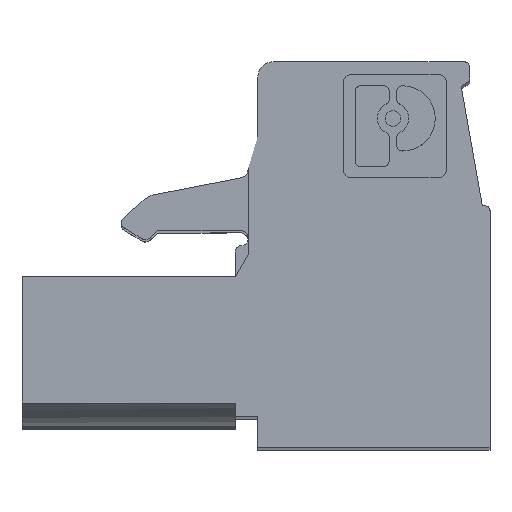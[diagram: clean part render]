
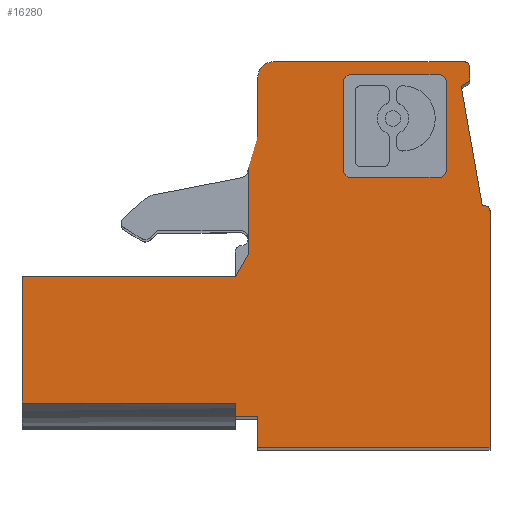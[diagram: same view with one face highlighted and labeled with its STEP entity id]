
A CAD part, top view. The second image highlights one B-rep face of the part: STEP entity #16280.
In plain terms, the highlighted planar face has unit normal (0, 0, 1).
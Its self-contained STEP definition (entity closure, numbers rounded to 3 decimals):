
#5530=CARTESIAN_POINT('',(40.327,39.643,2.54));
#5540=VERTEX_POINT('',#5530);
#5570=CARTESIAN_POINT('',(0.,39.643,2.54));
#5580=DIRECTION('',(1.,0.,0.));
#5590=VECTOR('',#5580,1.);
#5600=LINE('',#5570,#5590);
#5610=CARTESIAN_POINT('',(48.627,39.643,2.54));
#5620=VERTEX_POINT('',#5610);
#5630=EDGE_CURVE('',#5540,#5620,#5600,.T.);
#10840=CARTESIAN_POINT('',(48.627,44.558,2.54));
#10850=VERTEX_POINT('',#10840);
#10880=CARTESIAN_POINT('',(0.,44.558,2.54));
#10890=DIRECTION('',(1.,0.,0.));
#10900=VECTOR('',#10890,1.);
#10910=LINE('',#10880,#10900);
#10920=CARTESIAN_POINT('',(40.327,44.558,2.54));
#10930=VERTEX_POINT('',#10920);
#10940=EDGE_CURVE('',#10930,#10850,#10910,.T.);
#13900=CARTESIAN_POINT('',(48.627,39.113,2.54));
#13910=VERTEX_POINT('',#13900);
#13960=CARTESIAN_POINT('',(48.627,0.,2.54));
#13970=DIRECTION('',(0.,1.,0.));
#13980=VECTOR('',#13970,1.);
#13990=LINE('',#13960,#13980);
#14000=EDGE_CURVE('',#13910,#5620,#13990,.T.);
#14050=CARTESIAN_POINT('',(0.,0.,2.54));
#14060=DIRECTION('',(0.,0.,1.));
#14070=DIRECTION('',(1.,0.,0.));
#14080=AXIS2_PLACEMENT_3D('',#14050,#14060,#14070);
#14090=PLANE('',#14080);
#14100=CARTESIAN_POINT('',(0.,39.113,2.54));
#14110=DIRECTION('',(-1.,0.,0.));
#14120=VECTOR('',#14110,1.);
#14130=LINE('',#14100,#14120);
#14140=CARTESIAN_POINT('',(49.497,39.113,2.54));
#14150=VERTEX_POINT('',#14140);
#14160=EDGE_CURVE('',#14150,#13910,#14130,.T.);
#14170=ORIENTED_EDGE('',*,*,#14160,.F.);
#14180=ORIENTED_EDGE('',*,*,#14000,.F.);
#14190=ORIENTED_EDGE('',*,*,#5630,.T.);
#14200=CARTESIAN_POINT('',(40.327,0.,2.54));
#14210=DIRECTION('',(0.,1.,0.));
#14220=VECTOR('',#14210,1.);
#14230=LINE('',#14200,#14220);
#14240=EDGE_CURVE('',#5540,#10930,#14230,.T.);
#14250=ORIENTED_EDGE('',*,*,#14240,.F.);
#14260=ORIENTED_EDGE('',*,*,#10940,.F.);
#14270=CARTESIAN_POINT('',(22.901,0.,2.54));
#14280=DIRECTION('',(-0.5,-0.866,0.));
#14290=VECTOR('',#14280,1.);
#14300=LINE('',#14270,#14290);
#14310=CARTESIAN_POINT('',(49.127,45.424,2.54));
#14320=VERTEX_POINT('',#14310);
#14330=EDGE_CURVE('',#14320,#10850,#14300,.T.);
#14340=ORIENTED_EDGE('',*,*,#14330,.T.);
#14350=CARTESIAN_POINT('',(49.127,0.,2.54));
#14360=DIRECTION('',(0.,1.,0.));
#14370=VECTOR('',#14360,1.);
#14380=LINE('',#14350,#14370);
#14390=CARTESIAN_POINT('',(49.127,48.775,2.54));
#14400=VERTEX_POINT('',#14390);
#14410=EDGE_CURVE('',#14320,#14400,#14380,.T.);
#14420=ORIENTED_EDGE('',*,*,#14410,.F.);
#14430=CARTESIAN_POINT('',(0.,76.681,2.54));
#14440=DIRECTION('',(-0.87,0.494,0.));
#14450=VECTOR('',#14440,1.);
#14460=LINE('',#14430,#14450);
#14470=CARTESIAN_POINT('',(49.127,48.775,2.54));
#14480=VERTEX_POINT('',#14470);
#14490=EDGE_CURVE('',#14400,#14480,#14460,.T.);
#14500=ORIENTED_EDGE('',*,*,#14490,.F.);
#14510=CARTESIAN_POINT('',(34.539,0.,2.54));
#14520=DIRECTION('',(-0.287,-0.958,0.));
#14530=VECTOR('',#14520,1.);
#14540=LINE('',#14510,#14530);
#14550=CARTESIAN_POINT('',(49.497,50.013,2.54));
#14560=VERTEX_POINT('',#14550);
#14570=EDGE_CURVE('',#14560,#14480,#14540,.T.);
#14580=ORIENTED_EDGE('',*,*,#14570,.T.);
#14590=CARTESIAN_POINT('',(49.497,0.,2.54));
#14600=DIRECTION('',(0.,1.,0.));
#14610=VECTOR('',#14600,1.);
#14620=LINE('',#14590,#14610);
#14630=CARTESIAN_POINT('',(49.497,52.313,2.54));
#14640=VERTEX_POINT('',#14630);
#14650=EDGE_CURVE('',#14560,#14640,#14620,.T.);
#14660=ORIENTED_EDGE('',*,*,#14650,.F.);
#14670=CARTESIAN_POINT('',(50.097,52.313,2.54));
#14680=DIRECTION('',(0.,0.,1.));
#14690=DIRECTION('',(1.,0.,0.));
#14700=AXIS2_PLACEMENT_3D('',#14670,#14680,#14690);
#14710=CIRCLE('',#14700,0.6);
#14720=CARTESIAN_POINT('',(50.097,52.913,2.54));
#14730=VERTEX_POINT('',#14720);
#14740=EDGE_CURVE('',#14730,#14640,#14710,.T.);
#14750=ORIENTED_EDGE('',*,*,#14740,.T.);
#14760=CARTESIAN_POINT('',(0.,52.913,2.54));
#14770=DIRECTION('',(1.,0.,0.));
#14780=VECTOR('',#14770,1.);
#14790=LINE('',#14760,#14780);
#14800=CARTESIAN_POINT('',(57.522,52.913,2.54));
#14810=VERTEX_POINT('',#14800);
#14820=EDGE_CURVE('',#14730,#14810,#14790,.T.);
#14830=ORIENTED_EDGE('',*,*,#14820,.F.);
#14840=CARTESIAN_POINT('',(57.522,52.713,2.54));
#14850=DIRECTION('',(0.,0.,1.));
#14860=DIRECTION('',(1.,0.,0.));
#14870=AXIS2_PLACEMENT_3D('',#14840,#14850,#14860);
#14880=CIRCLE('',#14870,0.2);
#14890=CARTESIAN_POINT('',(57.722,52.721,2.54));
#14900=VERTEX_POINT('',#14890);
#14910=EDGE_CURVE('',#14900,#14810,#14880,.T.);
#14920=ORIENTED_EDGE('',*,*,#14910,.T.);
#14930=CARTESIAN_POINT('',(60.024,0.,2.54));
#14940=DIRECTION('',(-0.044,0.999,0.));
#14950=VECTOR('',#14940,1.);
#14960=LINE('',#14930,#14950);
#14970=CARTESIAN_POINT('',(57.747,52.163,2.54));
#14980=VERTEX_POINT('',#14970);
#14990=EDGE_CURVE('',#14980,#14900,#14960,.T.);
#15000=ORIENTED_EDGE('',*,*,#14990,.T.);
#15010=CARTESIAN_POINT('',(0.,18.823,2.54));
#15020=DIRECTION('',(-0.866,-0.5,0.));
#15030=VECTOR('',#15020,1.);
#15040=LINE('',#15010,#15030);
#15050=CARTESIAN_POINT('',(57.406,51.966,2.54));
#15060=VERTEX_POINT('',#15050);
#15070=EDGE_CURVE('',#14980,#15060,#15040,.T.);
#15080=ORIENTED_EDGE('',*,*,#15070,.F.);
#15090=CARTESIAN_POINT('',(66.569,0.,2.54));
#15100=DIRECTION('',(0.174,-0.985,0.));
#15110=VECTOR('',#15100,1.);
#15120=LINE('',#15090,#15110);
#15130=CARTESIAN_POINT('',(58.227,47.313,2.54));
#15140=VERTEX_POINT('',#15130);
#15150=EDGE_CURVE('',#15060,#15140,#15120,.T.);
#15160=ORIENTED_EDGE('',*,*,#15150,.F.);
#15170=CARTESIAN_POINT('',(0.,47.313,2.54));
#15180=DIRECTION('',(-1.,0.,0.));
#15190=VECTOR('',#15180,1.);
#15200=LINE('',#15170,#15190);
#15210=CARTESIAN_POINT('',(58.327,47.313,2.54));
#15220=VERTEX_POINT('',#15210);
#15230=EDGE_CURVE('',#15220,#15140,#15200,.T.);
#15240=ORIENTED_EDGE('',*,*,#15230,.T.);
#15250=CARTESIAN_POINT('',(58.327,47.113,2.54));
#15260=DIRECTION('',(0.,0.,1.));
#15270=DIRECTION('',(1.,0.,0.));
#15280=AXIS2_PLACEMENT_3D('',#15250,#15260,#15270);
#15290=CIRCLE('',#15280,0.2);
#15300=CARTESIAN_POINT('',(58.527,47.113,2.54));
#15310=VERTEX_POINT('',#15300);
#15320=EDGE_CURVE('',#15310,#15220,#15290,.T.);
#15330=ORIENTED_EDGE('',*,*,#15320,.T.);
#15340=CARTESIAN_POINT('',(58.527,0.,2.54));
#15350=DIRECTION('',(0.,-1.,0.));
#15360=VECTOR('',#15350,1.);
#15370=LINE('',#15340,#15360);
#15380=CARTESIAN_POINT('',(58.527,37.913,2.54));
#15390=VERTEX_POINT('',#15380);
#15400=EDGE_CURVE('',#15310,#15390,#15370,.T.);
#15410=ORIENTED_EDGE('',*,*,#15400,.F.);
#15420=CARTESIAN_POINT('',(0.,37.913,2.54));
#15430=DIRECTION('',(-1.,0.,0.));
#15440=VECTOR('',#15430,1.);
#15450=LINE('',#15420,#15440);
#15460=CARTESIAN_POINT('',(49.497,37.913,2.54));
#15470=VERTEX_POINT('',#15460);
#15480=EDGE_CURVE('',#15390,#15470,#15450,.T.);
#15490=ORIENTED_EDGE('',*,*,#15480,.F.);
#15500=CARTESIAN_POINT('',(49.497,0.,2.54));
#15510=DIRECTION('',(0.,1.,0.));
#15520=VECTOR('',#15510,1.);
#15530=LINE('',#15500,#15520);
#15540=EDGE_CURVE('',#15470,#14150,#15530,.T.);
#15550=ORIENTED_EDGE('',*,*,#15540,.F.);
#15560=EDGE_LOOP('',(#15550,#15490,#15410,#15330,#15240,#15160,#15080,
#15000,#14920,#14830,#14750,#14660,#14580,#14500,#14420,#14340,#14260,
#14250,#14190,#14180,#14170));
#15570=FACE_OUTER_BOUND('',#15560,.T.);
#15580=CARTESIAN_POINT('',(53.107,52.132,2.54));
#15590=DIRECTION('',(0.,0.,1.));
#15600=DIRECTION('',(1.,0.,0.));
#15610=AXIS2_PLACEMENT_3D('',#15580,#15590,#15600);
#15620=CIRCLE('',#15610,0.281);
#15630=CARTESIAN_POINT('',(53.107,52.413,2.54));
#15640=VERTEX_POINT('',#15630);
#15650=CARTESIAN_POINT('',(52.826,52.132,2.54));
#15660=VERTEX_POINT('',#15650);
#15670=EDGE_CURVE('',#15640,#15660,#15620,.T.);
#15680=ORIENTED_EDGE('',*,*,#15670,.F.);
#15690=CARTESIAN_POINT('',(52.826,0.,2.54));
#15700=DIRECTION('',(0.,1.,0.));
#15710=VECTOR('',#15700,1.);
#15720=LINE('',#15690,#15710);
#15730=CARTESIAN_POINT('',(52.826,48.694,2.54));
#15740=VERTEX_POINT('',#15730);
#15750=EDGE_CURVE('',#15740,#15660,#15720,.T.);
#15760=ORIENTED_EDGE('',*,*,#15750,.T.);
#15770=CARTESIAN_POINT('',(53.107,48.694,2.54));
#15780=DIRECTION('',(0.,0.,1.));
#15790=DIRECTION('',(1.,0.,0.));
#15800=AXIS2_PLACEMENT_3D('',#15770,#15780,#15790);
#15810=CIRCLE('',#15800,0.281);
#15820=CARTESIAN_POINT('',(53.107,48.413,2.54));
#15830=VERTEX_POINT('',#15820);
#15840=EDGE_CURVE('',#15740,#15830,#15810,.T.);
#15850=ORIENTED_EDGE('',*,*,#15840,.F.);
#15860=CARTESIAN_POINT('',(0.,48.413,2.54));
#15870=DIRECTION('',(-1.,0.,0.));
#15880=VECTOR('',#15870,1.);
#15890=LINE('',#15860,#15880);
#15900=CARTESIAN_POINT('',(56.545,48.413,2.54));
#15910=VERTEX_POINT('',#15900);
#15920=EDGE_CURVE('',#15910,#15830,#15890,.T.);
#15930=ORIENTED_EDGE('',*,*,#15920,.T.);
#15940=CARTESIAN_POINT('',(56.545,48.694,2.54));
#15950=DIRECTION('',(0.,0.,1.));
#15960=DIRECTION('',(1.,0.,0.));
#15970=AXIS2_PLACEMENT_3D('',#15940,#15950,#15960);
#15980=CIRCLE('',#15970,0.281);
#15990=CARTESIAN_POINT('',(56.826,48.694,2.54));
#16000=VERTEX_POINT('',#15990);
#16010=EDGE_CURVE('',#15910,#16000,#15980,.T.);
#16020=ORIENTED_EDGE('',*,*,#16010,.F.);
#16030=CARTESIAN_POINT('',(56.826,0.,2.54));
#16040=DIRECTION('',(0.,-1.,0.));
#16050=VECTOR('',#16040,1.);
#16060=LINE('',#16030,#16050);
#16070=CARTESIAN_POINT('',(56.826,52.132,2.54));
#16080=VERTEX_POINT('',#16070);
#16090=EDGE_CURVE('',#16080,#16000,#16060,.T.);
#16100=ORIENTED_EDGE('',*,*,#16090,.T.);
#16110=CARTESIAN_POINT('',(56.545,52.132,2.54));
#16120=DIRECTION('',(0.,0.,1.));
#16130=DIRECTION('',(1.,0.,0.));
#16140=AXIS2_PLACEMENT_3D('',#16110,#16120,#16130);
#16150=CIRCLE('',#16140,0.281);
#16160=CARTESIAN_POINT('',(56.545,52.413,2.54));
#16170=VERTEX_POINT('',#16160);
#16180=EDGE_CURVE('',#16080,#16170,#16150,.T.);
#16190=ORIENTED_EDGE('',*,*,#16180,.F.);
#16200=CARTESIAN_POINT('',(0.,52.413,2.54));
#16210=DIRECTION('',(1.,0.,0.));
#16220=VECTOR('',#16210,1.);
#16230=LINE('',#16200,#16220);
#16240=EDGE_CURVE('',#15640,#16170,#16230,.T.);
#16250=ORIENTED_EDGE('',*,*,#16240,.T.);
#16260=EDGE_LOOP('',(#16250,#16190,#16100,#16020,#15930,#15850,#15760,
#15680));
#16270=FACE_BOUND('',#16260,.T.);
#16280=ADVANCED_FACE('mstb_2.5-nnn-stf-5.08',(#15570,#16270),#14090,.T.)
;
